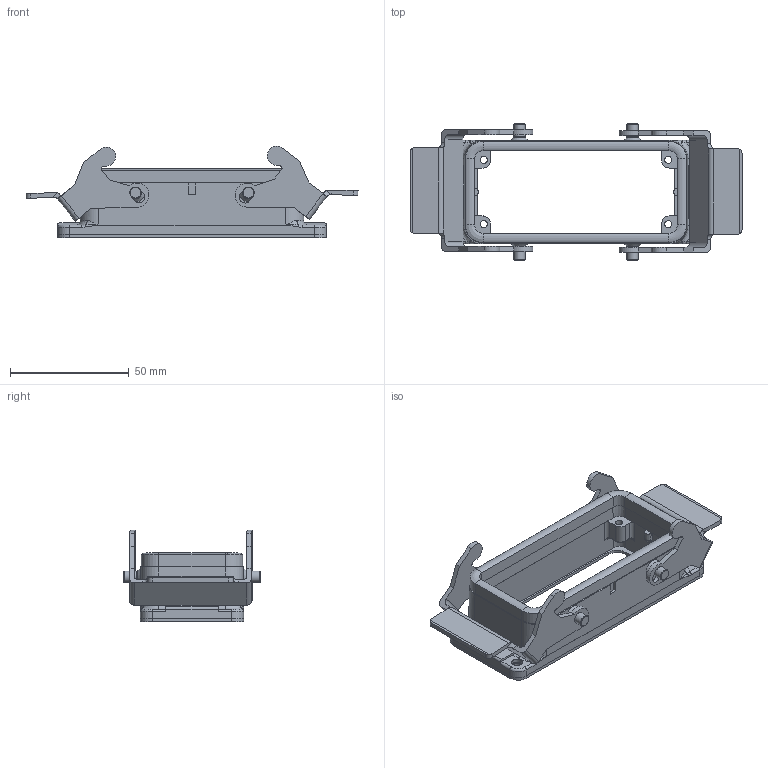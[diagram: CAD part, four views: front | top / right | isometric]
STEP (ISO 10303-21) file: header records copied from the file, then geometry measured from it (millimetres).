
FILE_DESCRIPTION((''),'2;1');
FILE_NAME('04300160301.stp','2020-07-07T14:35:44',('e.eickhoff'),(''),'Autodesk Inventor 2012','Autodesk Inventor 2012','');
FILE_SCHEMA(('AUTOMOTIVE_DESIGN { 1 0 10303 214 1 1 1 1 }'));
Length unit declared in the file: millimetre
Products named in the file (3): 04300160301; Metallbügel Quer
Assembly tree (3 placements, depth 2):
  04300160301
    04300160301
    Metallbügel Quer  x2
Bounding box: 139.5 x 57.2 x 38.47 mm (x, y, z)
Volume: 41267.2 mm3; surface area: 30729.2 mm2
Topology: 3 solids, 7 shells, 498 faces, 1751 edges, 1785 vertices
Faces by surface type: plane 257, cylinder 152, bspline 53, cone 18, torus 16, sphere 2
Full cylindrical faces by diameter (mm): 0.42 x1, 0.589 x1, 3 x4, 3.7 x4, 4.2 x4, 4.5 x4, 4.8 x4, 6.5 x4
Entity records: 19081 total; most frequent: CARTESIAN_POINT 5277, DIRECTION 2538, ORIENTED_EDGE 2102, EDGE_CURVE 1051, AXIS2_PLACEMENT_3D 890, VECTOR 758, LINE 758, VERTEX_POINT 688
